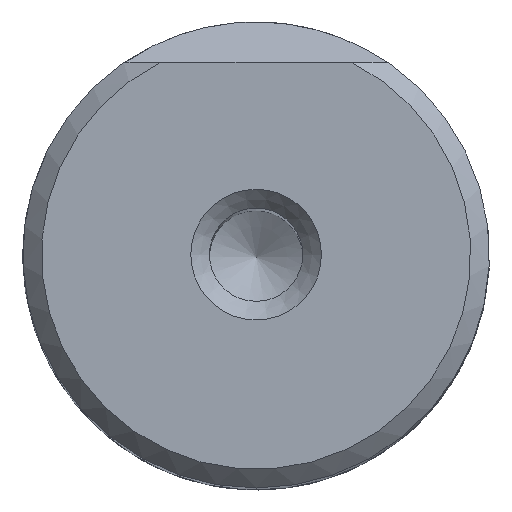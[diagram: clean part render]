
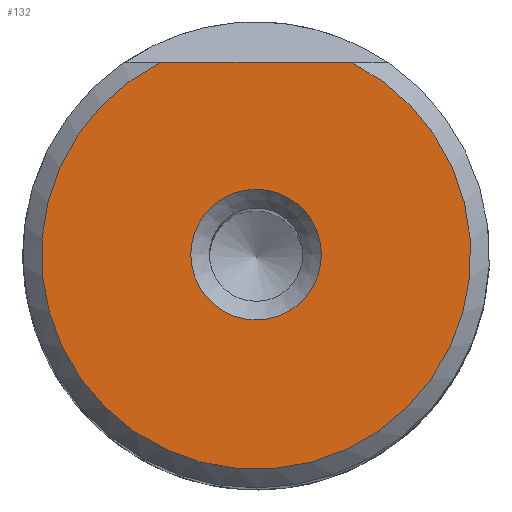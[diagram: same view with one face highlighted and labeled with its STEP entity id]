
A CAD part, top view. The second image highlights one B-rep face of the part: STEP entity #132.
In plain terms, the highlighted planar face has unit normal (0, 0, 1).
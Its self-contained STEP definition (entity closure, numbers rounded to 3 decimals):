
#105=PLANE('',#619);
#132=ADVANCED_FACE('',(#227,#228),#105,.T.);
#174=LINE('',#890,#192);
#192=VECTOR('',#722,1.);
#227=FACE_BOUND('',#299,.T.);
#228=FACE_BOUND('',#300,.T.);
#299=EDGE_LOOP('',(#382));
#300=EDGE_LOOP('',(#383,#384));
#382=ORIENTED_EDGE('',*,*,#518,.T.);
#383=ORIENTED_EDGE('',*,*,#519,.F.);
#384=ORIENTED_EDGE('',*,*,#520,.T.);
#473=VERTEX_POINT('',#889);
#474=VERTEX_POINT('',#891);
#475=VERTEX_POINT('',#892);
#518=EDGE_CURVE('',#473,#473,#560,.T.);
#519=EDGE_CURVE('',#474,#475,#174,.T.);
#520=EDGE_CURVE('',#474,#475,#561,.T.);
#560=CIRCLE('',#617,3.5);
#561=CIRCLE('',#618,11.5);
#617=AXIS2_PLACEMENT_3D('',#888,#720,#721);
#618=AXIS2_PLACEMENT_3D('',#893,#723,#724);
#619=AXIS2_PLACEMENT_3D('',#894,#725,#726);
#720=DIRECTION('',(0.,0.,-1.));
#721=DIRECTION('',(0.,-1.,0.));
#722=DIRECTION('',(1.,0.,0.));
#723=DIRECTION('',(0.,0.,1.));
#724=DIRECTION('',(0.,-1.,0.));
#725=DIRECTION('',(0.,0.,1.));
#726=DIRECTION('',(0.,-1.,0.));
#888=CARTESIAN_POINT('',(0.,0.,-8.048));
#889=CARTESIAN_POINT('',(0.,-3.5,-8.048));
#890=CARTESIAN_POINT('',(-175.,10.3,-8.048));
#891=CARTESIAN_POINT('',(-5.115,10.3,-8.048));
#892=CARTESIAN_POINT('',(5.115,10.3,-8.048));
#893=CARTESIAN_POINT('',(0.,0.,-8.048));
#894=CARTESIAN_POINT('',(0.,2.5,-8.048));
